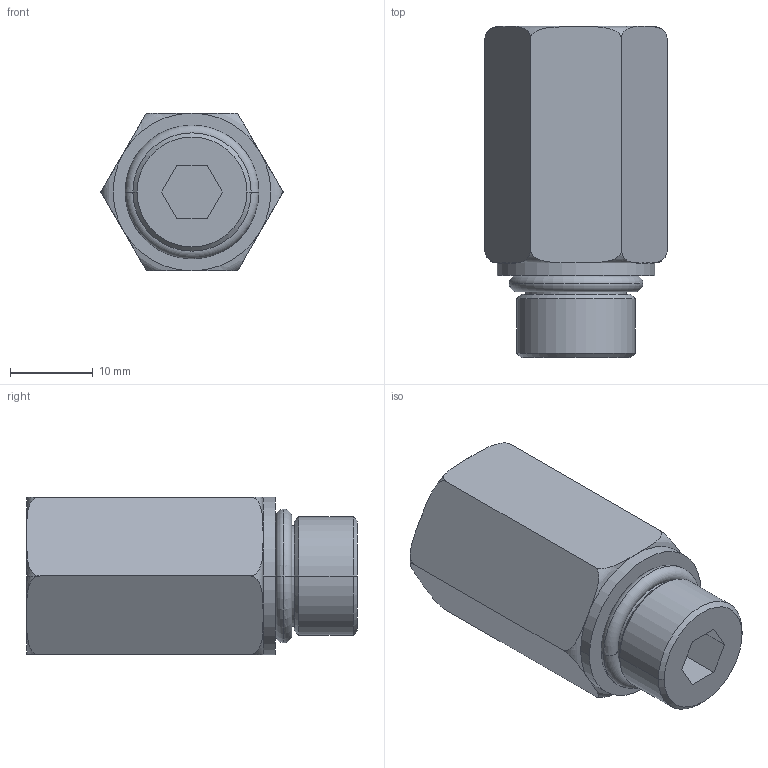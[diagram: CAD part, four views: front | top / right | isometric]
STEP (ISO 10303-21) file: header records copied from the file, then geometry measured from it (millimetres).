
FILE_DESCRIPTION((''),'2;1');
FILE_NAME('ILC70340566','2005-05-04T',('KR'),(''),'PRO/ENGINEER BY PARAMETRIC TECHNOLOGY CORPORATION, 2004290','PRO/ENGINEER BY PARAMETRIC TECHNOLOGY CORPORATION, 2004290','');
FILE_SCHEMA(('AUTOMOTIVE_DESIGN_CC2 { 1 2 10303 214 -1 1 5 2 }'));
Length unit declared in the file: inch
Products named in the file (1): ILC70340566
Bounding box: 22 x 39.98 x 19.05 mm (x, y, z)
Volume: 8859.4 mm3; surface area: 4508.6 mm2
Topology: 1 solids, 2 shells, 50 faces, 111 edges, 66 vertices
Faces by surface type: plane 19, torus 12, cylinder 11, cone 8
Entity records: 1897 total; most frequent: CARTESIAN_POINT 638, DIRECTION 238, ORIENTED_EDGE 218, EDGE_CURVE 111, COLOUR_RGB 105, AXIS2_PLACEMENT_3D 97, VERTEX_POINT 66, EDGE_LOOP 55
